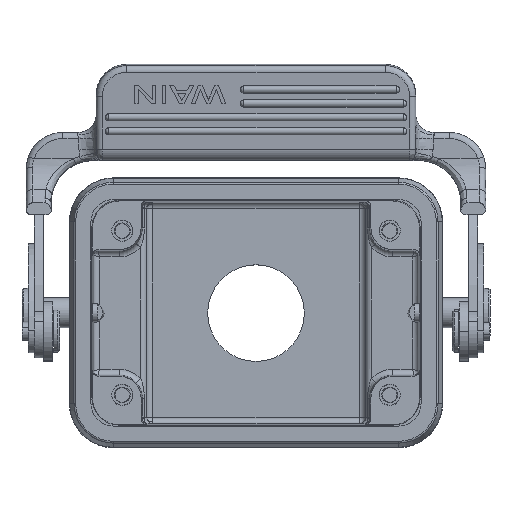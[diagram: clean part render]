
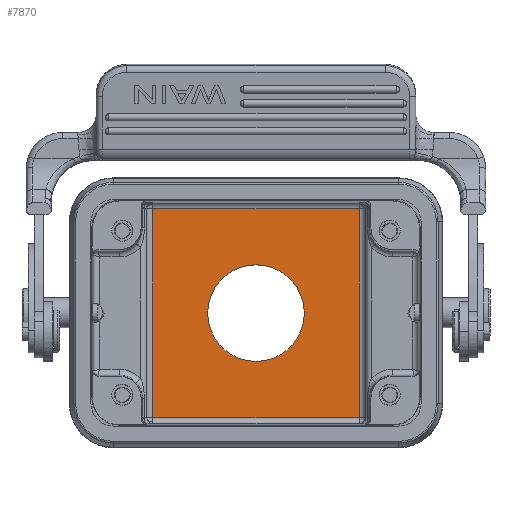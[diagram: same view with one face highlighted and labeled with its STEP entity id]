
A CAD part, top view. The second image highlights one B-rep face of the part: STEP entity #7870.
In plain terms, the highlighted planar face has unit normal (0, 0, 1).
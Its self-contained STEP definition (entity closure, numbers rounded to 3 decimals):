
#1360=DIRECTION('',(1.,0.,0.));
#1361=VECTOR('',#1360,34.);
#1362=CARTESIAN_POINT('',(-17.,-17.186,-37.));
#1363=LINE('',#1362,#1361);
#1368=CARTESIAN_POINT('',(0.,0.,-37.));
#1369=DIRECTION('',(0.,0.,-1.));
#1370=DIRECTION('',(-1.,0.,0.));
#1371=AXIS2_PLACEMENT_3D('',#1368,#1369,#1370);
#1373=CARTESIAN_POINT('',(0.,0.,-37.));
#1374=DIRECTION('',(0.,0.,-1.));
#1375=DIRECTION('',(1.,0.,0.));
#1376=AXIS2_PLACEMENT_3D('',#1373,#1374,#1375);
#1382=DIRECTION('',(0.,-1.,0.));
#1383=VECTOR('',#1382,34.372);
#1384=CARTESIAN_POINT('',(-17.,17.186,-37.));
#1385=LINE('',#1384,#1383);
#2123=DIRECTION('',(0.,1.,0.));
#2124=VECTOR('',#2123,34.372);
#2125=CARTESIAN_POINT('',(17.,-17.186,-37.));
#2126=LINE('',#2125,#2124);
#2155=DIRECTION('',(-1.,0.,0.));
#2156=VECTOR('',#2155,34.);
#2157=CARTESIAN_POINT('',(17.,17.186,-37.));
#2158=LINE('',#2157,#2156);
#5432=CARTESIAN_POINT('',(17.,-17.186,-37.));
#5434=VERTEX_POINT('',#5432);
#5435=CARTESIAN_POINT('',(-17.,-17.186,-37.));
#5436=VERTEX_POINT('',#5435);
#5439=CARTESIAN_POINT('',(-17.,17.186,-37.));
#5440=VERTEX_POINT('',#5439);
#5441=CARTESIAN_POINT('',(17.,17.186,-37.));
#5442=VERTEX_POINT('',#5441);
#6275=CARTESIAN_POINT('',(-7.95,0.,-37.));
#6276=CARTESIAN_POINT('',(7.95,0.,-37.));
#6277=VERTEX_POINT('',#6275);
#6278=VERTEX_POINT('',#6276);
#7850=CARTESIAN_POINT('',(0.,0.,-37.));
#7851=DIRECTION('',(0.,0.,1.));
#7852=DIRECTION('',(0.,1.,0.));
#7853=AXIS2_PLACEMENT_3D('',#7850,#7851,#7852);
#7854=PLANE('',#7853);
#7855=ORIENTED_EDGE('',*,*,#7838,.F.);
#7857=ORIENTED_EDGE('',*,*,#7856,.F.);
#7859=ORIENTED_EDGE('',*,*,#7858,.F.);
#7861=ORIENTED_EDGE('',*,*,#7860,.F.);
#7862=EDGE_LOOP('',(#7855,#7857,#7859,#7861));
#7863=FACE_OUTER_BOUND('',#7862,.F.);
#7865=ORIENTED_EDGE('',*,*,#7864,.F.);
#7867=ORIENTED_EDGE('',*,*,#7866,.F.);
#7868=EDGE_LOOP('',(#7865,#7867));
#7869=FACE_BOUND('',#7868,.F.);
#1372=CIRCLE('',#1371,7.95);
#1377=CIRCLE('',#1376,7.95);
#7838=EDGE_CURVE('',#5436,#5434,#1363,.T.);
#7856=EDGE_CURVE('',#5440,#5436,#1385,.T.);
#7858=EDGE_CURVE('',#5442,#5440,#2158,.T.);
#7860=EDGE_CURVE('',#5434,#5442,#2126,.T.);
#7864=EDGE_CURVE('',#6277,#6278,#1372,.T.);
#7866=EDGE_CURVE('',#6278,#6277,#1377,.T.);
#7870=ADVANCED_FACE('',(#7863,#7869),#7854,.T.);
